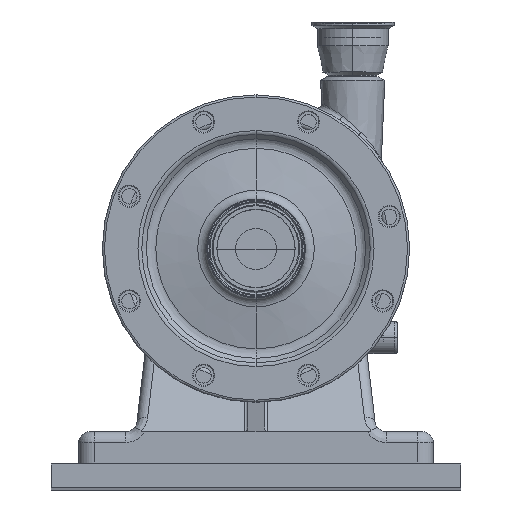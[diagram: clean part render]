
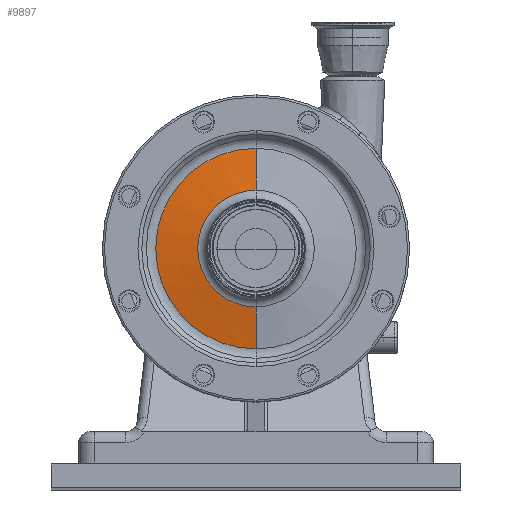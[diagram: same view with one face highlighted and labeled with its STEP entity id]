
A CAD part, top view. The second image highlights one B-rep face of the part: STEP entity #9897.
In plain terms, the highlighted conical face has half-angle 80 degrees and reference radius 93.263 mm.
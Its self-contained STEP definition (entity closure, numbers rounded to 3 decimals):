
#1454 = VECTOR ( 'NONE', #10147, 1000. ) ;
#1513 = ORIENTED_EDGE ( 'NONE', *, *, #31226, .T. ) ;
#4935 = LINE ( 'NONE', #25558, #27775 ) ;
#5817 = AXIS2_PLACEMENT_3D ( 'NONE', #12060, #25010, #14360 ) ;
#6002 = ORIENTED_EDGE ( 'NONE', *, *, #16304, .F. ) ;
#6157 = CIRCLE ( 'NONE', #16092, 54.264 ) ;
#6843 = VERTEX_POINT ( 'NONE', #26946 ) ;
#7144 = AXIS2_PLACEMENT_3D ( 'NONE', #26045, #8035, #18222 ) ;
#8035 = DIRECTION ( 'NONE',  ( 0., 0., -1. ) ) ;
#8771 = EDGE_CURVE ( 'NONE', #11306, #30220, #4935, .T. ) ;
#9397 = CARTESIAN_POINT ( 'NONE',  ( 0., 93.264, 76.812 ) ) ;
#9639 = VERTEX_POINT ( 'NONE', #21656 ) ;
#9897 = ADVANCED_FACE ( 'NONE', ( #30625 ), #29084, .T. ) ;
#10147 = DIRECTION ( 'NONE',  ( 0., -0.985, -0.174 ) ) ;
#11306 = VERTEX_POINT ( 'NONE', #27480 ) ;
#11861 = ORIENTED_EDGE ( 'NONE', *, *, #8771, .T. ) ;
#11955 = CARTESIAN_POINT ( 'NONE',  ( 0., -93.264, 76.812 ) ) ;
#12060 = CARTESIAN_POINT ( 'NONE',  ( 0., 0., 76.812 ) ) ;
#12337 = DIRECTION ( 'NONE',  ( 0., 0., 1. ) ) ;
#13101 = DIRECTION ( 'NONE',  ( 0., 0.985, -0.174 ) ) ;
#14360 = DIRECTION ( 'NONE',  ( 0., 1., 0. ) ) ;
#14409 = LINE ( 'NONE', #11955, #1454 ) ;
#16092 = AXIS2_PLACEMENT_3D ( 'NONE', #29204, #12337, #16787 ) ;
#16304 = EDGE_CURVE ( 'NONE', #9639, #6843, #14409, .T. ) ;
#16787 = DIRECTION ( 'NONE',  ( 0., 1., 0. ) ) ;
#17704 = ORIENTED_EDGE ( 'NONE', *, *, #25063, .F. ) ;
#18222 = DIRECTION ( 'NONE',  ( 0., -1., 0. ) ) ;
#20844 = EDGE_LOOP ( 'NONE', ( #17704, #11861, #1513, #6002 ) ) ;
#21656 = CARTESIAN_POINT ( 'NONE',  ( 0., -54.264, 83.689 ) ) ;
#24640 = CIRCLE ( 'NONE', #5817, 93.264 ) ;
#25010 = DIRECTION ( 'NONE',  ( 0., 0., 1. ) ) ;
#25063 = EDGE_CURVE ( 'NONE', #11306, #9639, #6157, .T. ) ;
#25558 = CARTESIAN_POINT ( 'NONE',  ( 0., 93.264, 76.812 ) ) ;
#26045 = CARTESIAN_POINT ( 'NONE',  ( 0., 0., 76.812 ) ) ;
#26946 = CARTESIAN_POINT ( 'NONE',  ( 0., -93.264, 76.812 ) ) ;
#27480 = CARTESIAN_POINT ( 'NONE',  ( 0., 54.264, 83.689 ) ) ;
#27775 = VECTOR ( 'NONE', #13101, 1000. ) ;
#29084 = CONICAL_SURFACE ( 'NONE', #7144, 93.264, 1.396 ) ;
#29204 = CARTESIAN_POINT ( 'NONE',  ( 0., 0., 83.689 ) ) ;
#30220 = VERTEX_POINT ( 'NONE', #9397 ) ;
#30625 = FACE_OUTER_BOUND ( 'NONE', #20844, .T. ) ;
#31226 = EDGE_CURVE ( 'NONE', #30220, #6843, #24640, .T. ) ;
